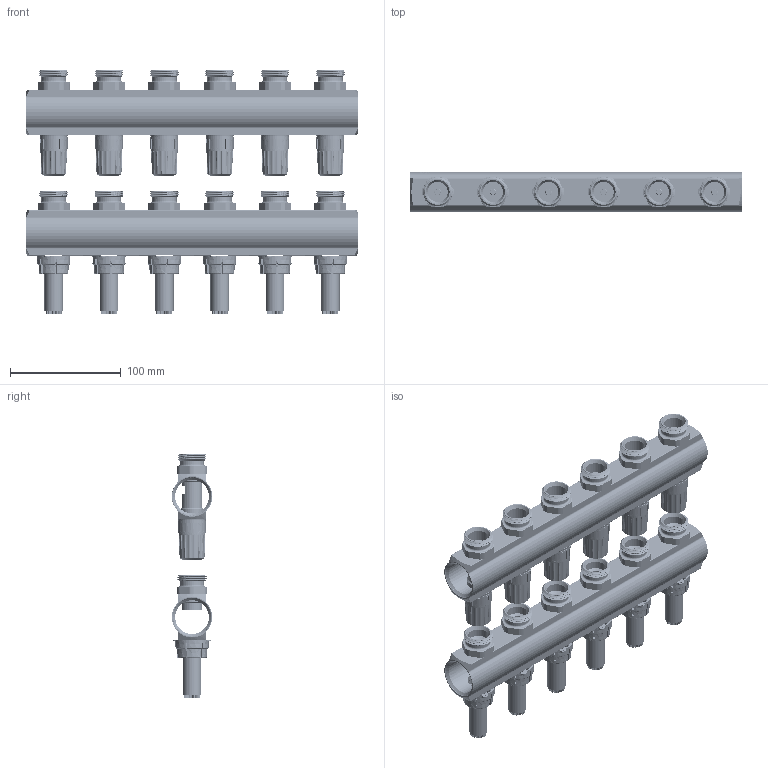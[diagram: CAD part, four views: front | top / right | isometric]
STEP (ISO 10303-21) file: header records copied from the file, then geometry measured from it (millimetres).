
FILE_DESCRIPTION((''),'2;1');
FILE_NAME('088U0526_ASM','2023-05-17T09:51:50',('U258971'),(''),'CREO PARAMETRIC BY PTC INC, 2020342','CREO PARAMETRIC BY PTC INC, 2020342','');
FILE_SCHEMA(('CONFIG_CONTROL_DESIGN'));
Length unit declared in the file: millimetre
Products named in the file (14): 088U7309-6LOOPS_5; 088U7308-6LOOPS_5; 013G1380_AF0_15; 013G0295___AF0_ASM_15_ASM; 013G0200__AF0_ASM_15_ASM; 013G0376-FOR-MANIFOLD_ASM_15_ASM; 088U7312_19; 013G0951_15; FM-B-05_8; FLOWMETERASSY_ASM_8_ASM; 088U7313_11; FM-A-08_8; 088U7302-6LOOPS_ASM_4_ASM; 088U0526_ASM
Assembly tree (43 placements, depth 4):
  088U0526_ASM
    088U7302-6LOOPS_ASM_4_ASM
      088U7309-6LOOPS_5
      088U7308-6LOOPS_5
      013G0376-FOR-MANIFOLD_ASM_15_ASM  x6
        013G1380_AF0_15
        013G0295___AF0_ASM_15_ASM
        013G0200__AF0_ASM_15_ASM
      088U7312_19  x6
      013G0951_15  x6
      FLOWMETERASSY_ASM_8_ASM  x6
        FM-B-05_8
      088U7313_11  x6
      FM-A-08_8  x6
Bounding box: 300 x 36.55 x 220.7 mm (x, y, z)
Volume: 422130.5 mm3; surface area: 351113.4 mm2
Topology: 38 solids, 74 shells, 9266 faces, 27000 edges, 17904 vertices
Faces by surface type: plane 3430, cylinder 2634, bspline 1248, cone 1000, extrusion 436, torus 434, sphere 84
Entity records: 97285 total; most frequent: CARTESIAN_POINT 41160, ORIENTED_EDGE 12940, DIRECTION 9618, EDGE_CURVE 6541, VERTEX_POINT 4359, AXIS2_PLACEMENT_3D 3465, B_SPLINE_CURVE_WITH_KNOTS 2842, VECTOR 2688
